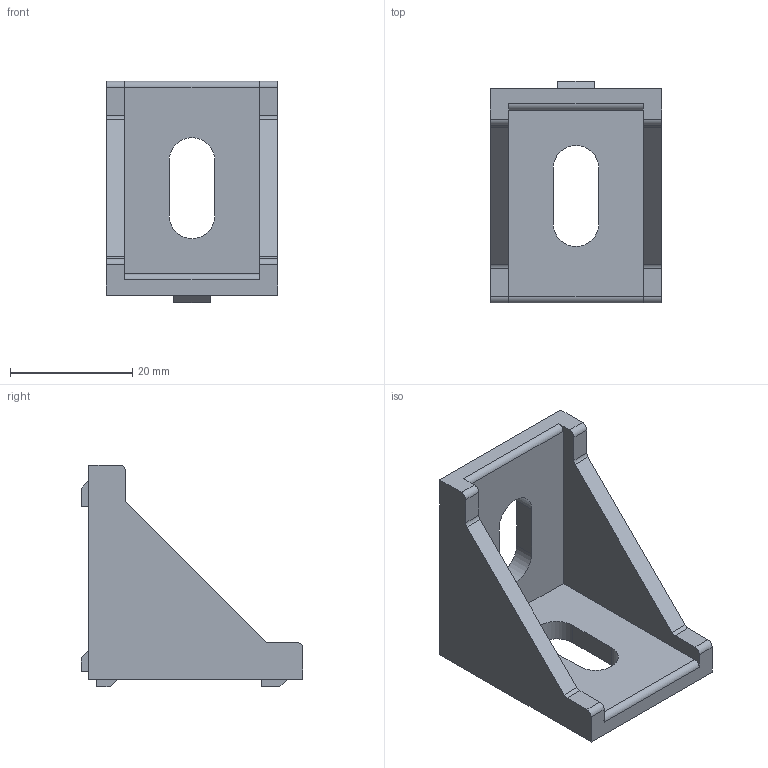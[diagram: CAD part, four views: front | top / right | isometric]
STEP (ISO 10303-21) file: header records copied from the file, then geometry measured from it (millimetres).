
FILE_DESCRIPTION(/* description */ (''),/* implementation_level */ '2;1');
FILE_NAME(/* name */ 'HW1916BC-Cast 90 Degree Corner Bracket for 3030 - 6 Slot - Black.step',/* time_stamp */ '2022-09-19T15:11:32+01:00',/* author */ (''),/* organization */ (''),/* preprocessor_version */ 'ST-DEVELOPER v19',/* originating_system */ 'Autodesk Translation Framework v11.7.0.108',/* authorisation */ '');
FILE_SCHEMA (('AUTOMOTIVE_DESIGN { 1 0 10303 214 3 1 1 }'));
Length unit declared in the file: millimetre
Products named in the file (1): HW1916BC
Bounding box: 28 x 36.25 x 36.25 mm (x, y, z)
Volume: 7975.5 mm3; surface area: 6195.5 mm2
Topology: 1 solids, 1 shells, 78 faces, 212 edges, 140 vertices
Faces by surface type: plane 64, cylinder 14
Entity records: 2473 total; most frequent: CARTESIAN_POINT 431, ORIENTED_EDGE 424, DIRECTION 398, EDGE_CURVE 212, LINE 184, VECTOR 184, VERTEX_POINT 140, AXIS2_PLACEMENT_3D 107
